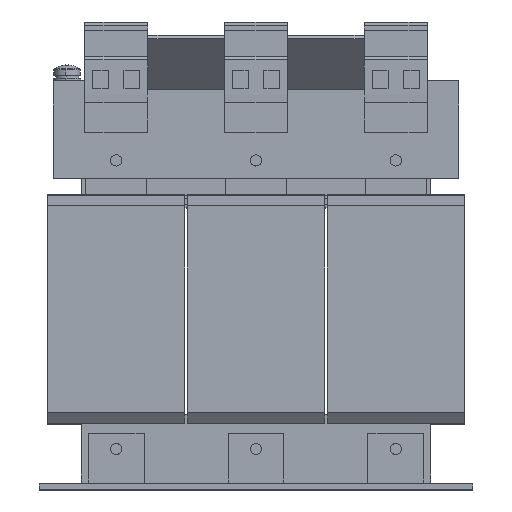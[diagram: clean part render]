
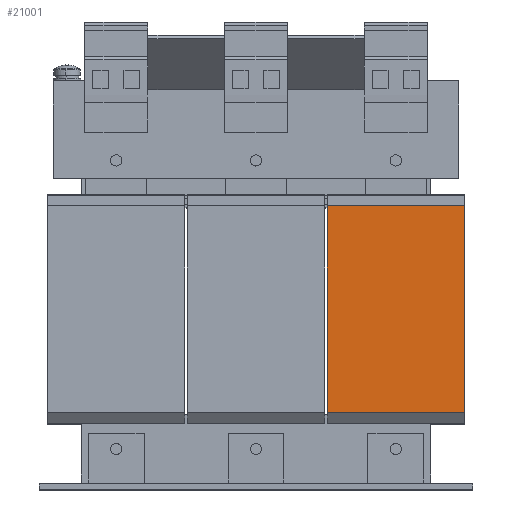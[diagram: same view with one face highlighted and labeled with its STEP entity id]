
A CAD part, top view. The second image highlights one B-rep face of the part: STEP entity #21001.
In plain terms, the highlighted planar face has unit normal (0, 0, 1).
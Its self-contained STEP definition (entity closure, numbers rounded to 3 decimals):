
#1542 = ORIENTED_EDGE ( 'NONE', *, *, #5639, .T. ) ;
#1920 = FACE_OUTER_BOUND ( 'NONE', #13151, .T. ) ;
#3104 = CARTESIAN_POINT ( 'NONE',  ( 25.5, 35.4, 36.5 ) ) ;
#3204 = PLANE ( 'NONE',  #6971 ) ;
#5513 = VECTOR ( 'NONE', #19267, 1000. ) ;
#5639 = EDGE_CURVE ( 'NONE', #20847, #12806, #12513, .T. ) ;
#6456 = CARTESIAN_POINT ( 'NONE',  ( 25.5, 35.4, 36.5 ) ) ;
#6971 = AXIS2_PLACEMENT_3D ( 'NONE', #21334, #15567, #12213 ) ;
#7196 = CARTESIAN_POINT ( 'NONE',  ( 74.5, -38.6, 36.5 ) ) ;
#8830 = VECTOR ( 'NONE', #12245, 1000. ) ;
#8918 = LINE ( 'NONE', #7196, #9556 ) ;
#9556 = VECTOR ( 'NONE', #14119, 1000. ) ;
#10518 = CARTESIAN_POINT ( 'NONE',  ( 25.5, -38.6, 36.5 ) ) ;
#11319 = CARTESIAN_POINT ( 'NONE',  ( 74.5, -38.6, 36.5 ) ) ;
#11759 = ORIENTED_EDGE ( 'NONE', *, *, #13445, .F. ) ;
#12100 = LINE ( 'NONE', #3104, #5513 ) ;
#12168 = VECTOR ( 'NONE', #19566, 1000. ) ;
#12213 = DIRECTION ( 'NONE',  ( -1., 0., 0. ) ) ;
#12245 = DIRECTION ( 'NONE',  ( 0., -1., 0. ) ) ;
#12513 = LINE ( 'NONE', #21521, #12168 ) ;
#12806 = VERTEX_POINT ( 'NONE', #6456 ) ;
#13006 = EDGE_CURVE ( 'NONE', #12806, #17261, #12100, .T. ) ;
#13151 = EDGE_LOOP ( 'NONE', ( #16017, #11759, #18313, #1542 ) ) ;
#13152 = CARTESIAN_POINT ( 'NONE',  ( 74.5, 35.4, 36.5 ) ) ;
#13445 = EDGE_CURVE ( 'NONE', #15285, #17261, #8918, .T. ) ;
#13809 = EDGE_CURVE ( 'NONE', #20847, #15285, #21257, .T. ) ;
#14119 = DIRECTION ( 'NONE',  ( -1., 0., 0. ) ) ;
#15285 = VERTEX_POINT ( 'NONE', #11319 ) ;
#15567 = DIRECTION ( 'NONE',  ( 0., 0., -1. ) ) ;
#16017 = ORIENTED_EDGE ( 'NONE', *, *, #13006, .T. ) ;
#17261 = VERTEX_POINT ( 'NONE', #10518 ) ;
#17440 = CARTESIAN_POINT ( 'NONE',  ( 74.5, 35.4, 36.5 ) ) ;
#18313 = ORIENTED_EDGE ( 'NONE', *, *, #13809, .F. ) ;
#19267 = DIRECTION ( 'NONE',  ( 0., -1., 0. ) ) ;
#19566 = DIRECTION ( 'NONE',  ( -1., 0., 0. ) ) ;
#20847 = VERTEX_POINT ( 'NONE', #13152 ) ;
#21001 = ADVANCED_FACE ( 'Defeature ausgef�hrt1_554', ( #1920 ), #3204, .F. ) ;
#21257 = LINE ( 'NONE', #17440, #8830 ) ;
#21334 = CARTESIAN_POINT ( 'NONE',  ( 74.5, 35.4, 36.5 ) ) ;
#21521 = CARTESIAN_POINT ( 'NONE',  ( 74.5, 35.4, 36.5 ) ) ;
